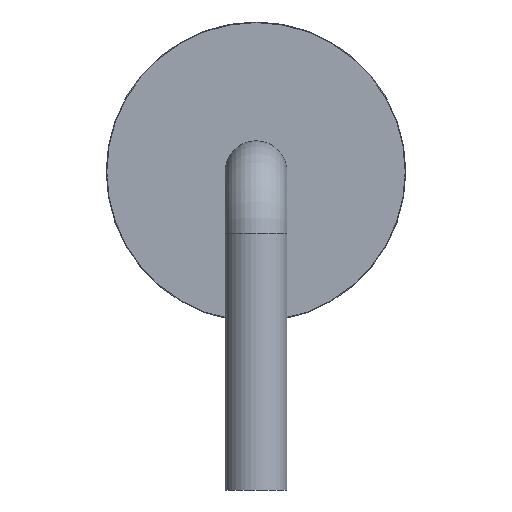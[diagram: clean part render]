
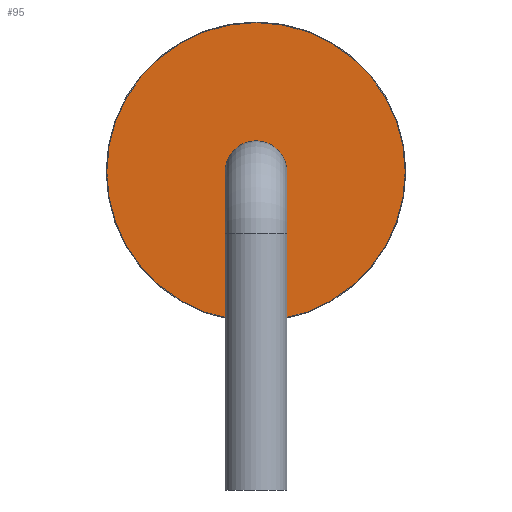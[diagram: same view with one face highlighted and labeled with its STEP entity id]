
A CAD part, left-side view. The second image highlights one B-rep face of the part: STEP entity #95.
In plain terms, the highlighted planar face has unit normal (-1, 0, 0).
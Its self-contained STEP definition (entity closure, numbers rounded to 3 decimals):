
#14=DIRECTION('',(1.,0.,0.));
#35=DIRECTION('',(1.,0.,0.));
#82=VERTEX_POINT('',#83);
#83=CARTESIAN_POINT('',(3.12,0.,2.6));
#87=EDGE_CURVE('',#82,#82,#88,.T.);
#88=CIRCLE('',#89,0.55);
#89=AXIS2_PLACEMENT_3D('',#90,#35,#91);
#90=CARTESIAN_POINT('',(3.12,0.,3.15));
#91=DIRECTION('',(0.,0.,-1.));
#95=ADVANCED_FACE('',(#96,#106),#109,.F.);
#96=FACE_BOUND('',#97,.T.);
#97=EDGE_LOOP('',(#98));
#98=ORIENTED_EDGE('',*,*,#99,.F.);
#99=EDGE_CURVE('',#100,#100,#102,.T.);
#100=VERTEX_POINT('',#101);
#101=CARTESIAN_POINT('',(3.12,0.,5.8));
#102=CIRCLE('',#103,2.65);
#103=AXIS2_PLACEMENT_3D('',#104,#14,#105);
#104=CARTESIAN_POINT('',(3.12,0.,3.15));
#105=DIRECTION('',(0.,0.,1.));
#106=FACE_BOUND('',#107,.T.);
#107=EDGE_LOOP('',(#108));
#108=ORIENTED_EDGE('',*,*,#87,.T.);
#109=PLANE('',#110);
#110=AXIS2_PLACEMENT_3D('',#104,#35,#105);
